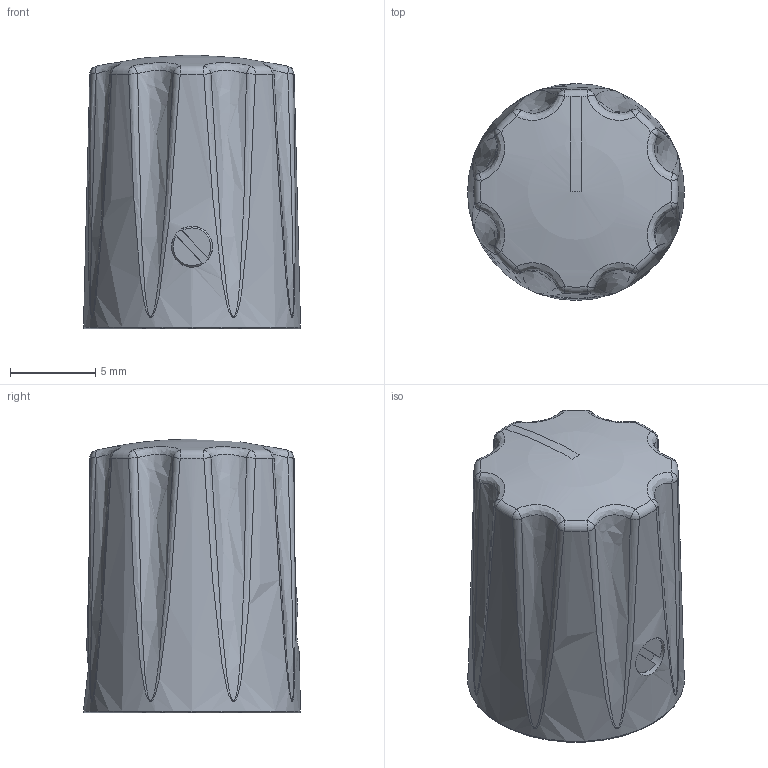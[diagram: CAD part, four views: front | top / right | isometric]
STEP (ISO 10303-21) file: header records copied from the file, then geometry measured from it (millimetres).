
FILE_DESCRIPTION((' '),'2;1');
FILE_NAME( 'Davies 1900H (violet).stp', '2022-09-08T10:49:33', (' '), ('--- Datakit www.datakit.com---'), ' Datakit CrossCadWare V2022.3 Jun 15 2022', 'DATAKIT 2022 (c)', ' ');
FILE_SCHEMA(('AP242_MANAGED_MODEL_BASED_3D_ENGINEERING_MIM_LF { 1 0 10303 442 1 1 4 }'));
Length unit declared in the file: millimetre
Products named in the file (1): Davies 1900H (violet)
Bounding box: 12.69 x 12.69 x 16 mm (x, y, z)
Volume: 1373 mm3; surface area: 1127.3 mm2
Topology: 2 solids, 2 shells, 67 faces, 159 edges, 79 vertices
Faces by surface type: bspline 24, sphere 18, torus 10, plane 8, cone 4, cylinder 3
Full cylindrical faces by diameter (mm): 2.4 x2, 6.35 x1
Entity records: 9111 total; most frequent: CARTESIAN_POINT 7793, DIRECTION 262, ORIENTED_EDGE 258, EDGE_CURVE 129, AXIS2_PLACEMENT_3D 127, CIRCLE 83, EDGE_LOOP 77, VERTEX_POINT 74
